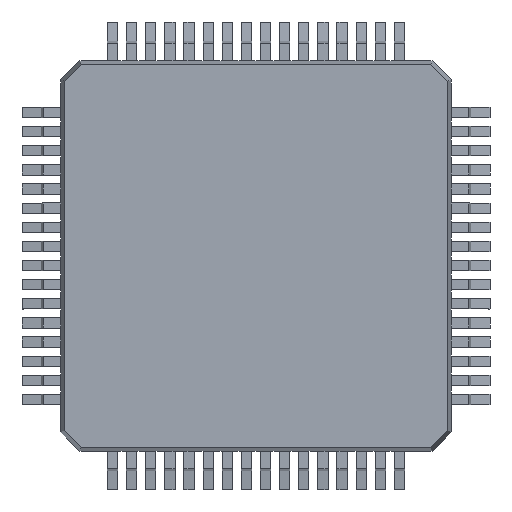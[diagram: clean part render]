
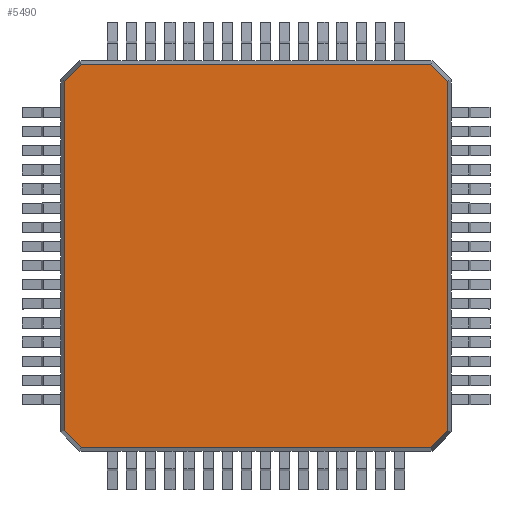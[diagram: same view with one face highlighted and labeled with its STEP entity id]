
A CAD part, top view. The second image highlights one B-rep face of the part: STEP entity #5490.
In plain terms, the highlighted planar face has unit normal (0, 0, 1).
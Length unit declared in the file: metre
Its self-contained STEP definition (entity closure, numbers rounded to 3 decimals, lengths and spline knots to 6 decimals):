
#2670 = EDGE_CURVE( '', #7478, #7479, #7480, .T. );
#3804 = EDGE_CURVE( '', #7010, #8598, #9276, .T. );
#4272 = EDGE_CURVE( '', #7479, #7010, #9907, .T. );
#4742 = EDGE_CURVE( '', #8598, #10512, #10513, .T. );
#5038 = EDGE_CURVE( '', #8056, #8757, #10880, .T. );
#5070 = EDGE_CURVE( '', #8757, #7478, #10918, .T. );
#5346 = EDGE_CURVE( '', #7681, #8056, #11253, .T. );
#5490 = ADVANCED_FACE( '', ( #11432 ), #11433, .F. );
#6204 = EDGE_CURVE( '', #10512, #7681, #12260, .T. );
#7010 = VERTEX_POINT( '', #13226 );
#7478 = VERTEX_POINT( '', #13878 );
#7479 = VERTEX_POINT( '', #13879 );
#7480 = LINE( '', #13880, #13881 );
#7681 = VERTEX_POINT( '', #14171 );
#8056 = VERTEX_POINT( '', #14706 );
#8598 = VERTEX_POINT( '', #15506 );
#8757 = VERTEX_POINT( '', #15739 );
#9276 = LINE( '', #16514, #16515 );
#9907 = LINE( '', #17497, #17498 );
#10512 = VERTEX_POINT( '', #18458 );
#10513 = LINE( '', #18459, #18460 );
#10880 = LINE( '', #19046, #19047 );
#10918 = LINE( '', #19112, #19113 );
#11253 = LINE( '', #19651, #19652 );
#11432 = FACE_OUTER_BOUND( '', #19927, .T. );
#11433 = PLANE( '', #19928 );
#12260 = LINE( '', #21276, #21277 );
#13226 = CARTESIAN_POINT( '', ( -0.005007, 0.004564, 0.001191 ) );
#13878 = CARTESIAN_POINT( '', ( -0.004562, -0.005005, 0.001191 ) );
#13879 = CARTESIAN_POINT( '', ( -0.005007, -0.004559, 0.001191 ) );
#13880 = CARTESIAN_POINT( '', ( -0.004535, -0.005032, 0.001191 ) );
#13881 = VECTOR( '', #22975, 1. );
#14171 = CARTESIAN_POINT( '', ( 0.005007, 0.004564, 0.001191 ) );
#14706 = CARTESIAN_POINT( '', ( 0.005007, -0.004559, 0.001191 ) );
#15506 = CARTESIAN_POINT( '', ( -0.004562, 0.00501, 0.001191 ) );
#15739 = CARTESIAN_POINT( '', ( 0.004562, -0.005005, 0.001191 ) );
#16514 = CARTESIAN_POINT( '', ( -0.005035, 0.004537, 0.001191 ) );
#16515 = VECTOR( '', #24814, 1. );
#17497 = CARTESIAN_POINT( '', ( -0.005007, -0.004598, 0.001191 ) );
#17498 = VECTOR( '', #25514, 1. );
#18458 = CARTESIAN_POINT( '', ( 0.004562, 0.00501, 0.001191 ) );
#18459 = CARTESIAN_POINT( '', ( -0.0046, 0.00501, 0.001191 ) );
#18460 = VECTOR( '', #26184, 1. );
#19046 = CARTESIAN_POINT( '', ( 0.005035, -0.004532, 0.001191 ) );
#19047 = VECTOR( '', #26646, 1. );
#19112 = CARTESIAN_POINT( '', ( 0.0046, -0.005005, 0.001191 ) );
#19113 = VECTOR( '', #26676, 1. );
#19651 = CARTESIAN_POINT( '', ( 0.005007, 0.000002, 0.001191 ) );
#19652 = VECTOR( '', #27190, 1. );
#19927 = EDGE_LOOP( '', ( #27504, #27505, #27506, #27507, #27508, #27509, #27510, #27511 ) );
#19928 = AXIS2_PLACEMENT_3D( '', #27512, #27513, #27514 );
#21276 = CARTESIAN_POINT( '', ( 0.004535, 0.005037, 0.001191 ) );
#21277 = VECTOR( '', #28747, 1. );
#22975 = DIRECTION( '', ( -0.707, 0.707, 0. ) );
#24814 = DIRECTION( '', ( 0.707, 0.707, 0. ) );
#25514 = DIRECTION( '', ( 0., 1., 0. ) );
#26184 = DIRECTION( '', ( 1., 0., 0. ) );
#26646 = DIRECTION( '', ( -0.707, -0.707, 0. ) );
#26676 = DIRECTION( '', ( -1., 0., 0. ) );
#27190 = DIRECTION( '', ( 0., -1., 0. ) );
#27504 = ORIENTED_EDGE( '', *, *, #3804, .F. );
#27505 = ORIENTED_EDGE( '', *, *, #4272, .F. );
#27506 = ORIENTED_EDGE( '', *, *, #2670, .F. );
#27507 = ORIENTED_EDGE( '', *, *, #5070, .F. );
#27508 = ORIENTED_EDGE( '', *, *, #5038, .F. );
#27509 = ORIENTED_EDGE( '', *, *, #5346, .F. );
#27510 = ORIENTED_EDGE( '', *, *, #6204, .F. );
#27511 = ORIENTED_EDGE( '', *, *, #4742, .F. );
#27512 = CARTESIAN_POINT( '', ( 0., 0.000002, 0.001191 ) );
#27513 = DIRECTION( '', ( 0., 0., -1. ) );
#27514 = DIRECTION( '', ( 0., -1., 0. ) );
#28747 = DIRECTION( '', ( 0.707, -0.707, 0. ) );
